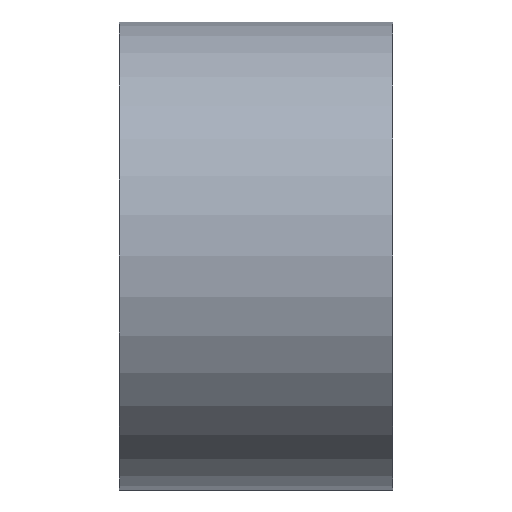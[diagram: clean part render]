
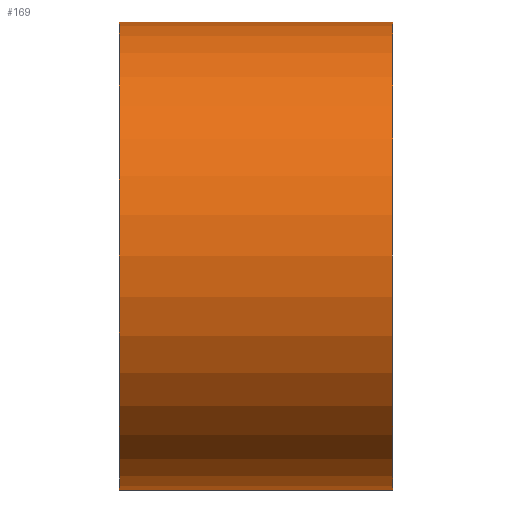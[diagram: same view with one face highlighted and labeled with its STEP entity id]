
A CAD part, left-side view. The second image highlights one B-rep face of the part: STEP entity #169.
In plain terms, the highlighted cylindrical face has radius 3 mm (diameter 6 mm), a partial arc.
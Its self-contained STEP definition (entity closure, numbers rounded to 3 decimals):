
#13 = DIRECTION ( 'NONE',  ( 0., 0., 1. ) ) ;
#24 = VERTEX_POINT ( 'NONE', #138 ) ;
#30 = VERTEX_POINT ( 'NONE', #160 ) ;
#34 = DIRECTION ( 'NONE',  ( 0., 1., 0. ) ) ;
#40 = VECTOR ( 'NONE', #190, 1000. ) ;
#42 = DIRECTION ( 'NONE',  ( 0., 1., 0. ) ) ;
#47 = DIRECTION ( 'NONE',  ( 0., 0., 1. ) ) ;
#52 = CYLINDRICAL_SURFACE ( 'NONE', #199, 3. ) ;
#58 = DIRECTION ( 'NONE',  ( 0., 1., 0. ) ) ;
#60 = CIRCLE ( 'NONE', #238, 3. ) ;
#61 = CARTESIAN_POINT ( 'NONE',  ( 0., 0., 0. ) ) ;
#68 = ORIENTED_EDGE ( 'NONE', *, *, #177, .F. ) ;
#70 = EDGE_CURVE ( 'NONE', #30, #88, #156, .T. ) ;
#76 = CARTESIAN_POINT ( 'NONE',  ( 0., 3.78, 3. ) ) ;
#88 = VERTEX_POINT ( 'NONE', #242 ) ;
#107 = EDGE_CURVE ( 'NONE', #88, #213, #216, .T. ) ;
#130 = ORIENTED_EDGE ( 'NONE', *, *, #181, .F. ) ;
#131 = CARTESIAN_POINT ( 'NONE',  ( 0., 3.78, -3. ) ) ;
#138 = CARTESIAN_POINT ( 'NONE',  ( 0., 3.5, -3. ) ) ;
#145 = DIRECTION ( 'NONE',  ( 0., 1., 0. ) ) ;
#155 = EDGE_LOOP ( 'NONE', ( #68, #237, #196, #130 ) ) ;
#156 = CIRCLE ( 'NONE', #168, 3. ) ;
#160 = CARTESIAN_POINT ( 'NONE',  ( 0., 0., -3. ) ) ;
#168 = AXIS2_PLACEMENT_3D ( 'NONE', #61, #42, #220 ) ;
#169 = ADVANCED_FACE ( 'NONE', ( #211 ), #52, .T. ) ;
#177 = EDGE_CURVE ( 'NONE', #30, #24, #209, .T. ) ;
#178 = VECTOR ( 'NONE', #34, 1000. ) ;
#181 = EDGE_CURVE ( 'NONE', #24, #213, #60, .T. ) ;
#190 = DIRECTION ( 'NONE',  ( 0., 1., 0. ) ) ;
#191 = CARTESIAN_POINT ( 'NONE',  ( 0., 3.78, 0. ) ) ;
#196 = ORIENTED_EDGE ( 'NONE', *, *, #107, .T. ) ;
#199 = AXIS2_PLACEMENT_3D ( 'NONE', #191, #58, #47 ) ;
#208 = CARTESIAN_POINT ( 'NONE',  ( 0., 3.5, 3. ) ) ;
#209 = LINE ( 'NONE', #131, #178 ) ;
#211 = FACE_OUTER_BOUND ( 'NONE', #155, .T. ) ;
#213 = VERTEX_POINT ( 'NONE', #208 ) ;
#216 = LINE ( 'NONE', #76, #40 ) ;
#220 = DIRECTION ( 'NONE',  ( 0., 0., 1. ) ) ;
#237 = ORIENTED_EDGE ( 'NONE', *, *, #70, .T. ) ;
#238 = AXIS2_PLACEMENT_3D ( 'NONE', #247, #145, #13 ) ;
#242 = CARTESIAN_POINT ( 'NONE',  ( 0., 0., 3. ) ) ;
#247 = CARTESIAN_POINT ( 'NONE',  ( 0., 3.5, 0. ) ) ;
